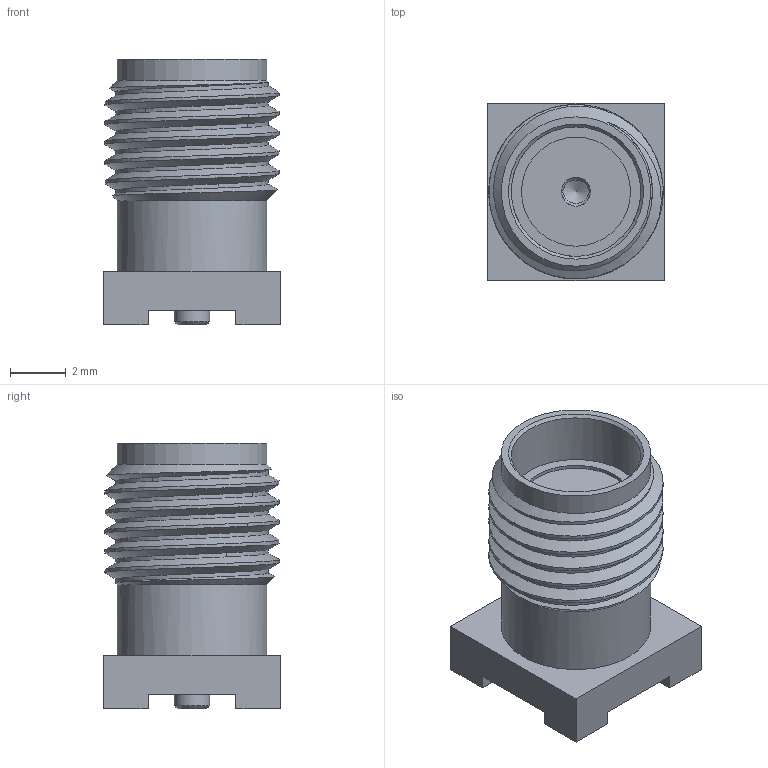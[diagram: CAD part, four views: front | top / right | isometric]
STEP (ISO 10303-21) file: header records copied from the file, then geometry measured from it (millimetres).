
FILE_DESCRIPTION(('STEP AP214'), '1');
FILE_NAME('Molex 0732511350', '', ('UNSPECIFIED'), ('UNSPECIFIED'), 'ASCON STEP Converter 1.6', 'ASCON Math Kernel', '');
FILE_SCHEMA(('AUTOMOTIVE_DESIGN { 1 0 10303 214 3 1 1}'));
Length unit declared in the file: millimetre
Products named in the file (2): 732511350
Assembly tree (1 placements, depth 2):
  (unnamed)
    732511350
Bounding box: 6.35 x 6.35 x 9.53 mm (x, y, z)
Volume: 212.6 mm3; surface area: 355.4 mm2
Topology: 1 solids, 1 shells, 65 faces, 173 edges, 115 vertices
Faces by surface type: plane 31, cylinder 24, cone 8, bspline 2
Full cylindrical faces by diameter (mm): 0.965 x1, 1.035 x1, 1.27 x1, 3.912 x2, 4.644 x1, 5.359 x2
Entity records: 7341 total; most frequent: CARTESIAN_POINT 5264, ORIENTED_EDGE 306, DIRECTION 254, EDGE_CURVE 153, VERTEX_POINT 108, AXIS2_PLACEMENT_3D 94, EDGE_LOOP 83, COLOUR_RGB 71
